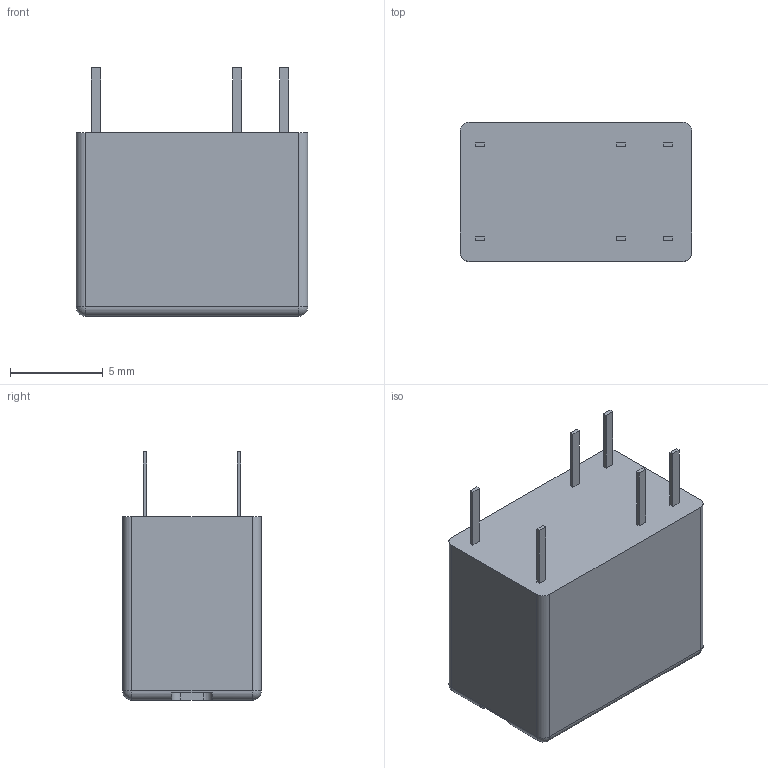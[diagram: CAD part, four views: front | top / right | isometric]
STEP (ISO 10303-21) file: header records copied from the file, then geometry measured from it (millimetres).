
FILE_DESCRIPTION((''),'2;1');
FILE_NAME('C-1-1419130-2','2012-11-22T',('workeradm'),('Tyco Electronics Ltd.'),'PRO/ENGINEER BY PARAMETRIC TECHNOLOGY CORPORATION, 2010430','PRO/ENGINEER BY PARAMETRIC TECHNOLOGY CORPORATION, 2010430','');
FILE_SCHEMA(('AUTOMOTIVE_DESIGN { 1 0 10303 214 1 1 1 1 }'));
Length unit declared in the file: millimetre
Products named in the file (1): C-1-1419130-2
Bounding box: 12.5 x 7.5 x 13.4 mm (x, y, z)
Volume: 924.3 mm3; surface area: 598.6 mm2
Topology: 1 solids, 1 shells, 60 faces, 138 edges, 88 vertices
Faces by surface type: plane 42, cylinder 14, sphere 4
Entity records: 1947 total; most frequent: CARTESIAN_POINT 288, DIRECTION 288, ORIENTED_EDGE 276, EDGE_CURVE 138, VECTOR 108, LINE 108, AXIS2_PLACEMENT_3D 90, VERTEX_POINT 88
